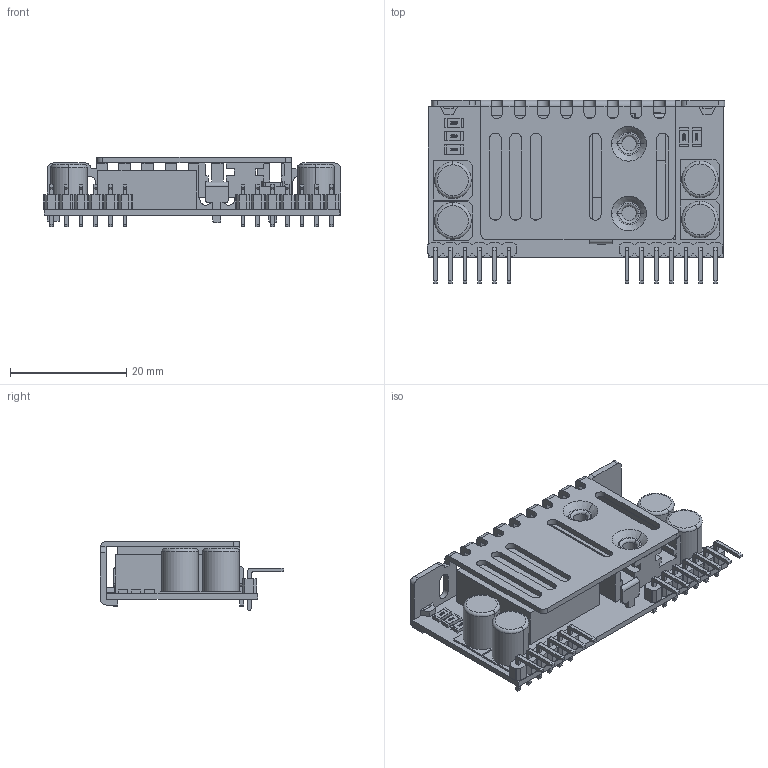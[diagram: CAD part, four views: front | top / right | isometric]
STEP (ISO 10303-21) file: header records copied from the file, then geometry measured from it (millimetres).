
FILE_DESCRIPTION(('Creo Elements/Direct Modeling STEP Export'),'2;1');
FILE_NAME('NID100-STP.stp','2020-06-19T11:17:56',(''),(''),'PTC Creo Elements/Direct Modeling STEP processor for AP214 (Solid Model)','PTC Creo Elements/Direct Modeling 19.0E 27-Jun-2016 (C) Parametric Technology GmbH','');
FILE_SCHEMA(('AUTOMOTIVE_DESIGN { 1 0 10303 214 1 1 1 1 }'));
Length unit declared in the file: millimetre
Products named in the file (48): JS11201.1.1.1.1.1; JS1120; JS11201.1.1.1.1.1.2.1.1.1.1; JS11201.1.1.1.1.1.2; JS11201.1.1.1.1.1.2.1; JS11201.1.1.1.1.1.2.1.1; JS11201.1.1.1.1.1.2.1.1.1; 1FF1JS1110-05; JS11201.1.1.1.1.1.1.1; JS11201.1.1.1.1.1.1; JS11201.1.1.1.1.1.1.1.1; JS11201.1.1.1.1.1.1.1.1.1.1; JS11201.1.1.1.1.1.1.1.1.1; JS11201.1.1.1.1.1.1.1.1.1.1.1; JS11201.1.1.1.1.1.1.1.1.1.1.1.1; 1FF1JS1110-06; PIN; R1206_1.PRT; R1206_2.PRT; R1206.ASM; C38.ASM; 749839240.PRT; C27.ASM; C37.ASM; C36.ASM; R0805_1.PRT; R0805_2.PRT; R0805.ASM; C26.ASM; C16.ASM; C17.ASM; C33.ASM; L1; CHBW.2.1; CHBW.2; CHBW.1; CHBW; PART; a; PCB ...
Assembly tree (54 placements, depth 5):
  NID-100
    HS
      HS-SZ091
      HS-SZ090
        2.1
        2
        HS-SZ090
    PCB
      a
    PART
      CHBW
      CHBW.1
      CHBW.2
      CHBW.2.1
      L1
      C33.ASM
        R0805.ASM  x2
          R0805_2.PRT
          R0805_1.PRT
      C17.ASM
        R1206.ASM
          R1206_2.PRT
          R1206_1.PRT
      C16.ASM
        R1206.ASM
          R1206_2.PRT
          R1206_1.PRT
      C26.ASM
        R0805.ASM  x2
          R0805_2.PRT
          R0805_1.PRT
      C36.ASM
        R1206.ASM
          R1206_2.PRT
          R1206_1.PRT
      C37.ASM
        R1206.ASM
          R1206_2.PRT
          R1206_1.PRT
      C27.ASM
        749839240.PRT
      C38.ASM
        R1206.ASM
          R1206_2.PRT
          R1206_1.PRT
    PIN
      1FF1JS1110-06
        JS11201.1.1.1.1.1.1.1.1.1.1.1.1
        JS11201.1.1.1.1.1.1.1.1.1.1.1
        JS11201.1.1.1.1.1.1.1.1.1
        JS11201.1.1.1.1.1.1.1.1.1.1
        JS11201.1.1.1.1.1.1.1.1
        JS11201.1.1.1.1.1.1
        JS11201.1.1.1.1.1.1.1
        JS1120
      1FF1JS1110-05
        JS11201.1.1.1.1.1.2.1.1.1
        JS11201.1.1.1.1.1.2.1.1
        JS11201.1.1.1.1.1.2.1
        JS11201.1.1.1.1.1.2
Bounding box: 51.21 x 31.61 x 12 mm (x, y, z)
Volume: 6865.3 mm3; surface area: 10189.1 mm2
Topology: 44 solids, 45 shells, 1415 faces, 3786 edges, 2502 vertices
Faces by surface type: plane 863, extrusion 367, cylinder 161, torus 12, sphere 8, cone 4
Entity records: 32913 total; most frequent: CARTESIAN_POINT 8655, ORIENTED_EDGE 4856, DIRECTION 4232, EDGE_CURVE 2425, VECTOR 1942, LINE 1860, VERTEX_POINT 1600, AXIS2_PLACEMENT_3D 1145
